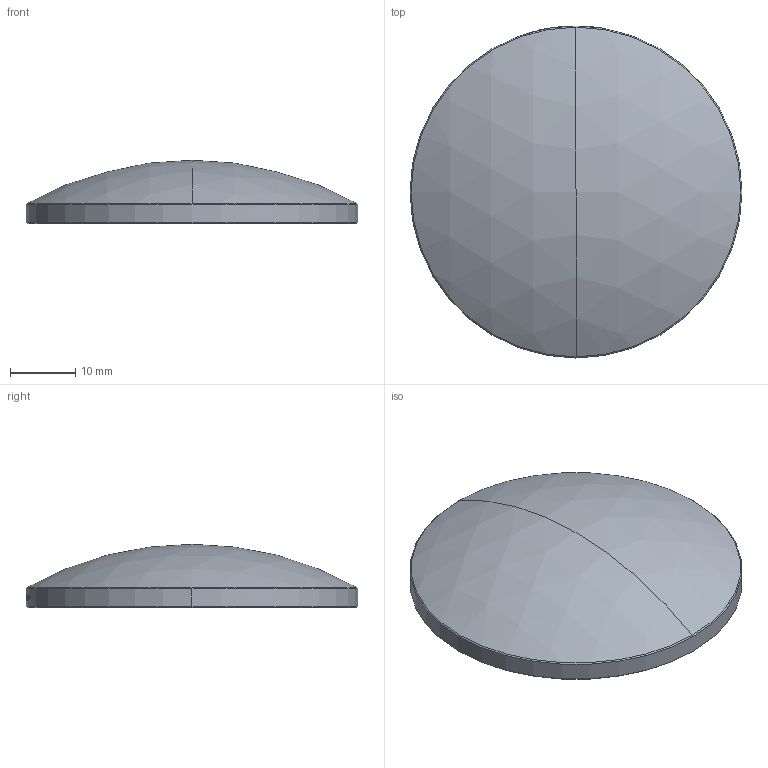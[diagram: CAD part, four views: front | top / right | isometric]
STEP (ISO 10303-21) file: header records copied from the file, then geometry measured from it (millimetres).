
FILE_DESCRIPTION (( 'STEP AP203' ), '1' );
FILE_NAME ('TTN195797-E0W.STEP', '2020-03-16T23:07:12', ( '' ), ( '' ), 'SwSTEP 2.0', 'SolidWorks 2018', '' );
FILE_SCHEMA (( 'CONFIG_CONTROL_DESIGN' ));
Length unit declared in the file: inch
Products named in the file (1): TTN195797-E0W
Bounding box: 50.8 x 50.8 x 9.69 mm (x, y, z)
Volume: 13004.5 mm3; surface area: 4650.6 mm2
Topology: 1 solids, 1 shells, 28 faces, 178 edges, 171 vertices
Faces by surface type: cylinder 21, cone 4, sphere 2, plane 1
Entity records: 2729 total; most frequent: CARTESIAN_POINT 1365, ORIENTED_EDGE 356, EDGE_CURVE 178, VERTEX_POINT 171, DIRECTION 158, B_SPLINE_CURVE_WITH_KNOTS 117, AXIS2_PLACEMENT_3D 68, EDGE_LOOP 47
